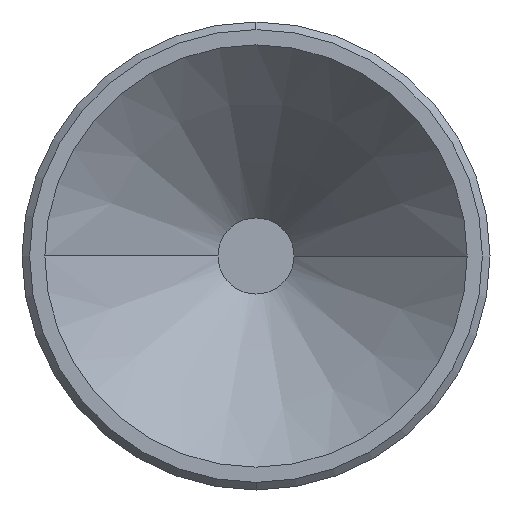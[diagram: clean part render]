
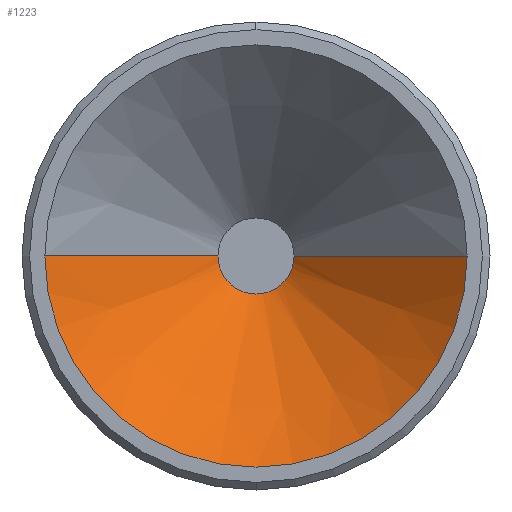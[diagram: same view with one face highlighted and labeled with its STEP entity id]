
A CAD part, left-side view. The second image highlights one B-rep face of the part: STEP entity #1223.
In plain terms, the highlighted conical face has half-angle 45 degrees and reference radius 0.127 mm.
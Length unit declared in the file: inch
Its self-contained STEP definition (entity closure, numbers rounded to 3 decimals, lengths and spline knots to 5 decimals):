
#24 = CIRCLE ( 'NONE', #298, 0.005 ) ;
#39 = CARTESIAN_POINT ( 'NONE',  ( -0.28725, 0., 0. ) ) ;
#86 = CARTESIAN_POINT ( 'NONE',  ( -0.28725, -0.005, 0. ) ) ;
#117 = LINE ( 'NONE', #1320, #891 ) ;
#140 = DIRECTION ( 'NONE',  ( -1., 0., 0. ) ) ;
#190 = EDGE_CURVE ( 'NONE', #819, #1247, #24, .T. ) ;
#209 = CIRCLE ( 'NONE', #282, 0.02775 ) ;
#255 = ORIENTED_EDGE ( 'NONE', *, *, #1155, .F. ) ;
#262 = EDGE_LOOP ( 'NONE', ( #858, #1194, #981, #255 ) ) ;
#282 = AXIS2_PLACEMENT_3D ( 'NONE', #1410, #949, #1196 ) ;
#298 = AXIS2_PLACEMENT_3D ( 'NONE', #449, #932, #1402 ) ;
#364 = CARTESIAN_POINT ( 'NONE',  ( -0.28725, 0.005, 0. ) ) ;
#449 = CARTESIAN_POINT ( 'NONE',  ( -0.28725, 0., 0. ) ) ;
#526 = DIRECTION ( 'NONE',  ( 0., -1., 0. ) ) ;
#610 = CARTESIAN_POINT ( 'NONE',  ( -0.28725, 0.005, 0. ) ) ;
#637 = CARTESIAN_POINT ( 'NONE',  ( -0.31, 0.02775, 0. ) ) ;
#683 = EDGE_CURVE ( 'NONE', #1247, #717, #1190, .T. ) ;
#717 = VERTEX_POINT ( 'NONE', #637 ) ;
#819 = VERTEX_POINT ( 'NONE', #86 ) ;
#839 = DIRECTION ( 'NONE',  ( -0.707, -0.707, 0. ) ) ;
#842 = AXIS2_PLACEMENT_3D ( 'NONE', #39, #140, #526 ) ;
#858 = ORIENTED_EDGE ( 'NONE', *, *, #190, .T. ) ;
#870 = CARTESIAN_POINT ( 'NONE',  ( -0.31, -0.02775, 0. ) ) ;
#891 = VECTOR ( 'NONE', #839, 39.37008 ) ;
#932 = DIRECTION ( 'NONE',  ( 1., 0., 0. ) ) ;
#949 = DIRECTION ( 'NONE',  ( 1., 0., 0. ) ) ;
#981 = ORIENTED_EDGE ( 'NONE', *, *, #1080, .F. ) ;
#1080 = EDGE_CURVE ( 'NONE', #1296, #717, #209, .T. ) ;
#1155 = EDGE_CURVE ( 'NONE', #819, #1296, #117, .T. ) ;
#1190 = LINE ( 'NONE', #364, #1515 ) ;
#1194 = ORIENTED_EDGE ( 'NONE', *, *, #683, .T. ) ;
#1196 = DIRECTION ( 'NONE',  ( 0., 1., 0. ) ) ;
#1197 = CONICAL_SURFACE ( 'NONE', #842, 0.005, 0.785 ) ;
#1200 = DIRECTION ( 'NONE',  ( -0.707, 0.707, 0. ) ) ;
#1223 = ADVANCED_FACE ( 'NONE', ( #1460 ), #1197, .F. ) ;
#1247 = VERTEX_POINT ( 'NONE', #610 ) ;
#1296 = VERTEX_POINT ( 'NONE', #870 ) ;
#1320 = CARTESIAN_POINT ( 'NONE',  ( -0.28725, -0.005, 0. ) ) ;
#1402 = DIRECTION ( 'NONE',  ( 0., 1., 0. ) ) ;
#1410 = CARTESIAN_POINT ( 'NONE',  ( -0.31, 0., 0. ) ) ;
#1460 = FACE_OUTER_BOUND ( 'NONE', #262, .T. ) ;
#1515 = VECTOR ( 'NONE', #1200, 39.37008 ) ;
